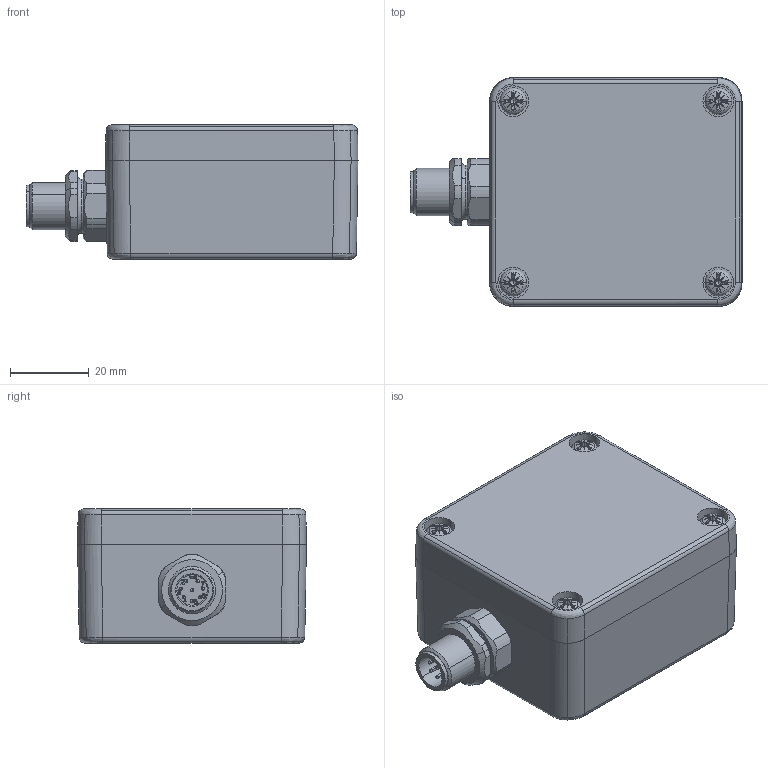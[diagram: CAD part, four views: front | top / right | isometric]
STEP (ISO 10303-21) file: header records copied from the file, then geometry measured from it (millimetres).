
FILE_DESCRIPTION (( 'STEP AP203' ), '1' );
FILE_NAME ('HNS.STEP', '2021-04-07T10:24:44', ( '' ), ( '' ), 'SwSTEP 2.0', 'SolidWorks 2020', '' );
FILE_SCHEMA (( 'CONFIG_CONTROL_DESIGN' ));
Length unit declared in the file: millimetre
Products named in the file (3): HNS; HNS_Gehäuse; HNS_M12-8pol
Assembly tree (2 placements, depth 2):
  HNS
    HNS_Gehäuse
    HNS_M12-8pol
Bounding box: 84.17 x 58 x 34 mm (x, y, z)
Volume: 52428.6 mm3; surface area: 36405.5 mm2
Topology: 7 solids, 7 shells, 1380 faces, 3512 edges, 2200 vertices
Faces by surface type: cylinder 369, bspline 361, plane 352, cone 137, torus 131, sphere 30
Entity records: 54134 total; most frequent: CARTESIAN_POINT 24516, ORIENTED_EDGE 6896, DIRECTION 4838, EDGE_CURVE 3448, VERTEX_POINT 2184, AXIS2_PLACEMENT_3D 1810, EDGE_LOOP 1502, FACE_OUTER_BOUND 1380
